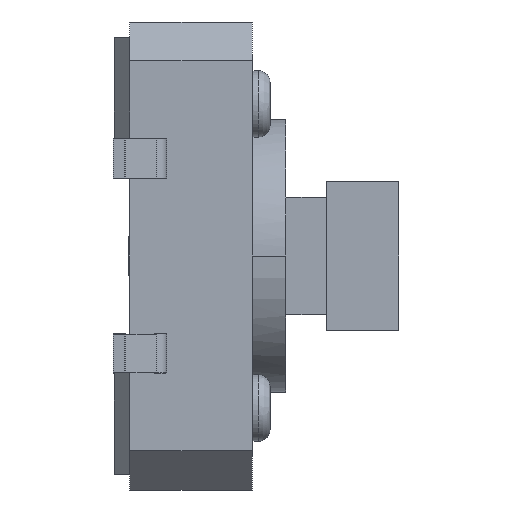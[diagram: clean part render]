
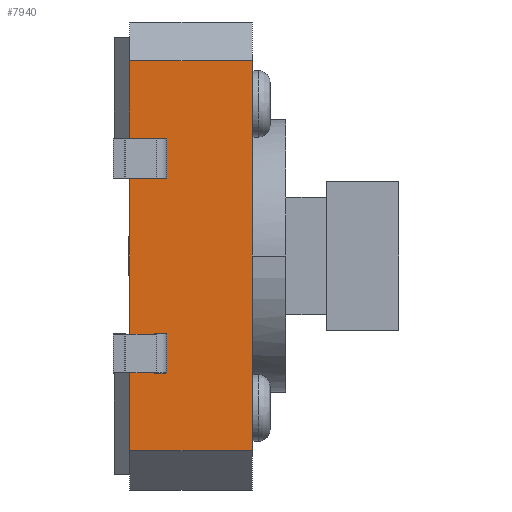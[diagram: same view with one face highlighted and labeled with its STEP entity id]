
A CAD part, front view. The second image highlights one B-rep face of the part: STEP entity #7940.
In plain terms, the highlighted free-form (B-spline) face has degree [1, 1] with [2, 2] control points.
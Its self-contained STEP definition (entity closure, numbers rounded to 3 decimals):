
#89 = CARTESIAN_POINT ( 'NONE',  ( 0., -17., 2. ) ) ;
#471 = CARTESIAN_POINT ( 'NONE',  ( 0., -17., -2. ) ) ;
#632 = CARTESIAN_POINT ( 'NONE',  ( 0., -17., 3. ) ) ;
#941 = CARTESIAN_POINT ( 'NONE',  ( -0.713, -17., -5.2 ) ) ;
#1752 = CARTESIAN_POINT ( 'NONE',  ( 0.3, -17., 2. ) ) ;
#1787 = CARTESIAN_POINT ( 'NONE',  ( 0.3, -17., -3. ) ) ;
#2011 = CARTESIAN_POINT ( 'NONE',  ( 0., -17., -3. ) ) ;
#2143 = CARTESIAN_POINT ( 'NONE',  ( 0.3, -17., -2. ) ) ;
#2205 = CARTESIAN_POINT ( 'NONE',  ( 2.563, -17., -5.2 ) ) ;
#2212 = B_SPLINE_CURVE_WITH_KNOTS ( 'NONE', 1,
 ( #8872, #8692 ),
 .UNSPECIFIED., .F., .F.,
 ( 2, 2 ),
 ( 0., 1. ),
 .UNSPECIFIED. ) ;
#2242 = ORIENTED_EDGE ( 'NONE', *, *, #8352, .F. ) ;
#2656 = VERTEX_POINT ( 'NONE', #14434 ) ;
#2896 = VERTEX_POINT ( 'NONE', #8137 ) ;
#3148 = EDGE_CURVE ( 'NONE', #2896, #4219, #5731, .T. ) ;
#3295 = EDGE_CURVE ( 'NONE', #11118, #2656, #3581, .T. ) ;
#3408 = ORIENTED_EDGE ( 'NONE', *, *, #4970, .T. ) ;
#3438 = CARTESIAN_POINT ( 'NONE',  ( 0., -17., -2. ) ) ;
#3557 = FACE_OUTER_BOUND ( 'NONE', #9869, .T. ) ;
#3577 = B_SPLINE_CURVE_WITH_KNOTS ( 'NONE', 1,
 ( #89, #11163 ),
 .UNSPECIFIED., .F., .F.,
 ( 2, 2 ),
 ( 0., 1. ),
 .UNSPECIFIED. ) ;
#3578 = EDGE_CURVE ( 'NONE', #10184, #12612, #15984, .T. ) ;
#3581 = B_SPLINE_CURVE_WITH_KNOTS ( 'NONE', 1,
 ( #12559, #7107 ),
 .UNSPECIFIED., .F., .F.,
 ( 2, 2 ),
 ( 0., 1. ),
 .UNSPECIFIED. ) ;
#3686 = CARTESIAN_POINT ( 'NONE',  ( 0., -17., -3. ) ) ;
#4219 = VERTEX_POINT ( 'NONE', #1787 ) ;
#4462 = ORIENTED_EDGE ( 'NONE', *, *, #8149, .T. ) ;
#4636 = CARTESIAN_POINT ( 'NONE',  ( 0., -17., -3. ) ) ;
#4915 = FACE_BOUND ( 'NONE', #6271, .T. ) ;
#4970 = EDGE_CURVE ( 'NONE', #13978, #8000, #8136, .T. ) ;
#5076 = EDGE_LOOP ( 'NONE', ( #17672, #9843, #10093, #10615 ) ) ;
#5136 = EDGE_CURVE ( 'NONE', #12612, #17533, #3577, .T. ) ;
#5459 = ORIENTED_EDGE ( 'NONE', *, *, #11862, .T. ) ;
#5465 = CARTESIAN_POINT ( 'NONE',  ( 0., -17., 3. ) ) ;
#5728 = CARTESIAN_POINT ( 'NONE',  ( 2.5, -17., -5. ) ) ;
#5731 = B_SPLINE_CURVE_WITH_KNOTS ( 'NONE', 1,
 ( #2143, #10482 ),
 .UNSPECIFIED., .F., .F.,
 ( 2, 2 ),
 ( 0., 1. ),
 .UNSPECIFIED. ) ;
#5886 = ORIENTED_EDGE ( 'NONE', *, *, #3295, .T. ) ;
#6191 = CARTESIAN_POINT ( 'NONE',  ( 0.3, -17., 3. ) ) ;
#6271 = EDGE_LOOP ( 'NONE', ( #6536, #4462, #3408, #15810 ) ) ;
#6285 = CARTESIAN_POINT ( 'NONE',  ( 0.3, -17., 2. ) ) ;
#6536 = ORIENTED_EDGE ( 'NONE', *, *, #3148, .T. ) ;
#6920 = ORIENTED_EDGE ( 'NONE', *, *, #11268, .T. ) ;
#7107 = CARTESIAN_POINT ( 'NONE',  ( -0.65, -17., 5. ) ) ;
#7176 = VERTEX_POINT ( 'NONE', #11444 ) ;
#7621 = VERTEX_POINT ( 'NONE', #17410 ) ;
#7750 = B_SPLINE_SURFACE_WITH_KNOTS ( 'NONE', 1, 1, ( 
 ( #13381, #14663 ),
 ( #941, #2205 ) ),
 .UNSPECIFIED., .F., .F., .F.,
 ( 2, 2 ),
 ( 2, 2 ),
 ( 0.8, 11.2 ),
 ( -0.063, 3.213 ),
 .UNSPECIFIED. ) ;
#7940 = ADVANCED_FACE ( 'NONE', ( #4915, #11902, #3557 ), #7750, .T. ) ;
#8000 = VERTEX_POINT ( 'NONE', #8429 ) ;
#8054 = B_SPLINE_CURVE_WITH_KNOTS ( 'NONE', 1,
 ( #3438, #17614 ),
 .UNSPECIFIED., .F., .F.,
 ( 2, 2 ),
 ( 0., 1. ),
 .UNSPECIFIED. ) ;
#8136 = B_SPLINE_CURVE_WITH_KNOTS ( 'NONE', 1,
 ( #2011, #471 ),
 .UNSPECIFIED., .F., .F.,
 ( 2, 2 ),
 ( 0., 1. ),
 .UNSPECIFIED. ) ;
#8137 = CARTESIAN_POINT ( 'NONE',  ( 0.3, -17., -2. ) ) ;
#8149 = EDGE_CURVE ( 'NONE', #4219, #13978, #14660, .T. ) ;
#8352 = EDGE_CURVE ( 'NONE', #11118, #17129, #12029, .T. ) ;
#8429 = CARTESIAN_POINT ( 'NONE',  ( 0., -17., -2. ) ) ;
#8692 = CARTESIAN_POINT ( 'NONE',  ( 2.5, -17., -5. ) ) ;
#8872 = CARTESIAN_POINT ( 'NONE',  ( -0.65, -17., -5. ) ) ;
#9792 = EDGE_CURVE ( 'NONE', #17533, #7176, #14339, .T. ) ;
#9843 = ORIENTED_EDGE ( 'NONE', *, *, #3578, .T. ) ;
#9869 = EDGE_LOOP ( 'NONE', ( #5886, #5459, #6920, #2242 ) ) ;
#10093 = ORIENTED_EDGE ( 'NONE', *, *, #5136, .T. ) ;
#10184 = VERTEX_POINT ( 'NONE', #16955 ) ;
#10482 = CARTESIAN_POINT ( 'NONE',  ( 0.3, -17., -3. ) ) ;
#10615 = ORIENTED_EDGE ( 'NONE', *, *, #9792, .T. ) ;
#11016 = CARTESIAN_POINT ( 'NONE',  ( -0.65, -17., -5. ) ) ;
#11066 = CARTESIAN_POINT ( 'NONE',  ( 2.5, -17., -5. ) ) ;
#11118 = VERTEX_POINT ( 'NONE', #13985 ) ;
#11163 = CARTESIAN_POINT ( 'NONE',  ( 0., -17., 3. ) ) ;
#11265 = B_SPLINE_CURVE_WITH_KNOTS ( 'NONE', 1,
 ( #13047, #11016 ),
 .UNSPECIFIED., .F., .F.,
 ( 2, 2 ),
 ( 0., 1. ),
 .UNSPECIFIED. ) ;
#11268 = EDGE_CURVE ( 'NONE', #7621, #17129, #2212, .T. ) ;
#11391 = EDGE_CURVE ( 'NONE', #8000, #2896, #8054, .T. ) ;
#11444 = CARTESIAN_POINT ( 'NONE',  ( 0.3, -17., 3. ) ) ;
#11862 = EDGE_CURVE ( 'NONE', #2656, #7621, #11265, .T. ) ;
#11902 = FACE_BOUND ( 'NONE', #5076, .T. ) ;
#12029 = B_SPLINE_CURVE_WITH_KNOTS ( 'NONE', 1,
 ( #12510, #11066 ),
 .UNSPECIFIED., .F., .F.,
 ( 2, 2 ),
 ( 0., 1. ),
 .UNSPECIFIED. ) ;
#12510 = CARTESIAN_POINT ( 'NONE',  ( 2.5, -17., 5. ) ) ;
#12559 = CARTESIAN_POINT ( 'NONE',  ( 2.5, -17., 5. ) ) ;
#12612 = VERTEX_POINT ( 'NONE', #14972 ) ;
#13047 = CARTESIAN_POINT ( 'NONE',  ( -0.65, -17., 5. ) ) ;
#13381 = CARTESIAN_POINT ( 'NONE',  ( -0.713, -17., 5.2 ) ) ;
#13978 = VERTEX_POINT ( 'NONE', #3686 ) ;
#13985 = CARTESIAN_POINT ( 'NONE',  ( 2.5, -17., 5. ) ) ;
#14163 = EDGE_CURVE ( 'NONE', #7176, #10184, #17429, .T. ) ;
#14339 = B_SPLINE_CURVE_WITH_KNOTS ( 'NONE', 1,
 ( #5465, #16382 ),
 .UNSPECIFIED., .F., .F.,
 ( 2, 2 ),
 ( 0., 1. ),
 .UNSPECIFIED. ) ;
#14434 = CARTESIAN_POINT ( 'NONE',  ( -0.65, -17., 5. ) ) ;
#14660 = B_SPLINE_CURVE_WITH_KNOTS ( 'NONE', 1,
 ( #17088, #4636 ),
 .UNSPECIFIED., .F., .F.,
 ( 2, 2 ),
 ( 0., 1. ),
 .UNSPECIFIED. ) ;
#14663 = CARTESIAN_POINT ( 'NONE',  ( 2.563, -17., 5.2 ) ) ;
#14972 = CARTESIAN_POINT ( 'NONE',  ( 0., -17., 2. ) ) ;
#15746 = CARTESIAN_POINT ( 'NONE',  ( 0., -17., 2. ) ) ;
#15810 = ORIENTED_EDGE ( 'NONE', *, *, #11391, .T. ) ;
#15984 = B_SPLINE_CURVE_WITH_KNOTS ( 'NONE', 1,
 ( #6285, #15746 ),
 .UNSPECIFIED., .F., .F.,
 ( 2, 2 ),
 ( 0., 1. ),
 .UNSPECIFIED. ) ;
#16382 = CARTESIAN_POINT ( 'NONE',  ( 0.3, -17., 3. ) ) ;
#16955 = CARTESIAN_POINT ( 'NONE',  ( 0.3, -17., 2. ) ) ;
#17088 = CARTESIAN_POINT ( 'NONE',  ( 0.3, -17., -3. ) ) ;
#17129 = VERTEX_POINT ( 'NONE', #5728 ) ;
#17410 = CARTESIAN_POINT ( 'NONE',  ( -0.65, -17., -5. ) ) ;
#17429 = B_SPLINE_CURVE_WITH_KNOTS ( 'NONE', 1,
 ( #6191, #1752 ),
 .UNSPECIFIED., .F., .F.,
 ( 2, 2 ),
 ( 0., 1. ),
 .UNSPECIFIED. ) ;
#17533 = VERTEX_POINT ( 'NONE', #632 ) ;
#17614 = CARTESIAN_POINT ( 'NONE',  ( 0.3, -17., -2. ) ) ;
#17672 = ORIENTED_EDGE ( 'NONE', *, *, #14163, .T. ) ;
